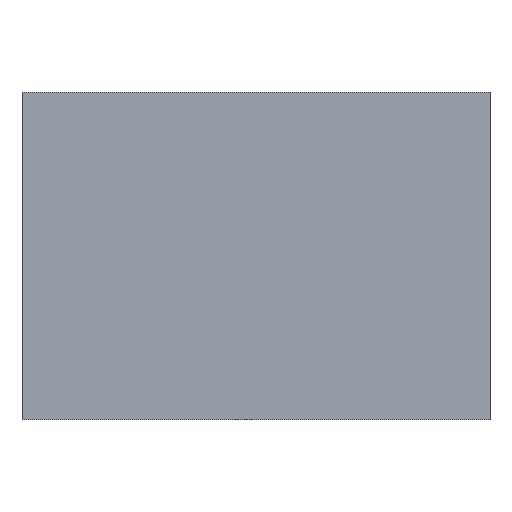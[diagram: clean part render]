
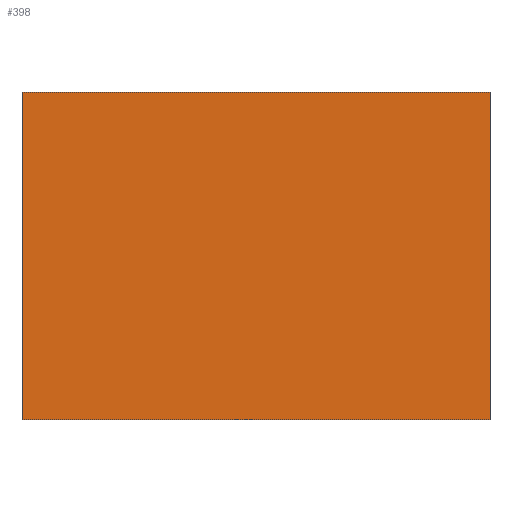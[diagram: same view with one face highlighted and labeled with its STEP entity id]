
A CAD part, front view. The second image highlights one B-rep face of the part: STEP entity #398.
In plain terms, the highlighted planar face has unit normal (0, -1, 0).
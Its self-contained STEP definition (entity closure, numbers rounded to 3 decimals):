
#33=PLANE('',#430);
#53=FACE_OUTER_BOUND('',#77,.T.);
#77=EDGE_LOOP('',(#370,#371,#372,#373));
#91=LINE('',#575,#135);
#99=LINE('',#601,#143);
#119=LINE('',#641,#163);
#121=LINE('',#646,#165);
#135=VECTOR('',#466,10.);
#143=VECTOR('',#488,10.);
#163=VECTOR('',#526,10.);
#165=VECTOR('',#534,10.);
#188=VERTEX_POINT('',#572);
#189=VERTEX_POINT('',#574);
#199=VERTEX_POINT('',#598);
#200=VERTEX_POINT('',#600);
#229=EDGE_CURVE('',#188,#189,#91,.T.);
#241=EDGE_CURVE('',#199,#200,#99,.T.);
#263=EDGE_CURVE('',#189,#199,#119,.T.);
#265=EDGE_CURVE('',#200,#188,#121,.T.);
#370=ORIENTED_EDGE('',*,*,#263,.F.);
#371=ORIENTED_EDGE('',*,*,#229,.F.);
#372=ORIENTED_EDGE('',*,*,#265,.F.);
#373=ORIENTED_EDGE('',*,*,#241,.F.);
#398=ADVANCED_FACE('',(#53),#33,.F.);
#430=AXIS2_PLACEMENT_3D('',#647,#535,#536);
#466=DIRECTION('',(-1.,0.,0.));
#488=DIRECTION('',(1.,0.,0.));
#526=DIRECTION('',(0.,0.,1.));
#534=DIRECTION('',(0.,0.,-1.));
#535=DIRECTION('center_axis',(0.,1.,0.));
#536=DIRECTION('ref_axis',(1.,0.,0.));
#572=CARTESIAN_POINT('',(50.,0.,-35.));
#574=CARTESIAN_POINT('',(0.,0.,-35.));
#575=CARTESIAN_POINT('',(50.,0.,-35.));
#598=CARTESIAN_POINT('',(0.,0.,0.));
#600=CARTESIAN_POINT('',(50.,0.,0.));
#601=CARTESIAN_POINT('',(0.,0.,0.));
#641=CARTESIAN_POINT('',(0.,0.,-15.));
#646=CARTESIAN_POINT('',(50.,0.,0.));
#647=CARTESIAN_POINT('Origin',(25.,0.,-7.5));
